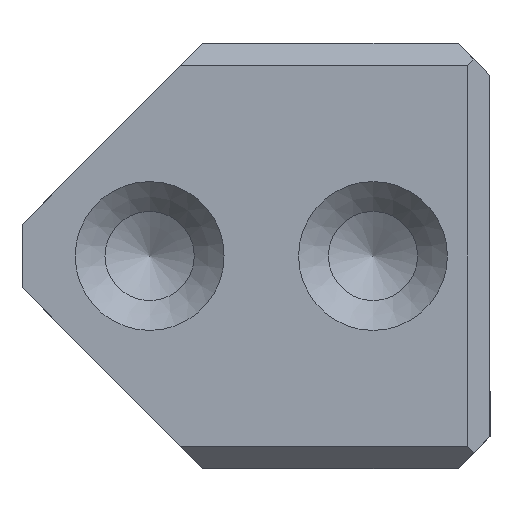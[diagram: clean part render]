
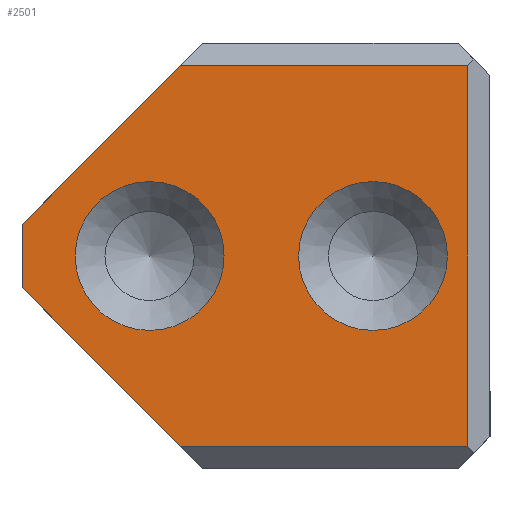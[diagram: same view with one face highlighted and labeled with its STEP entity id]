
A CAD part, left-side view. The second image highlights one B-rep face of the part: STEP entity #2501.
In plain terms, the highlighted planar face has unit normal (-1, 0, 0).
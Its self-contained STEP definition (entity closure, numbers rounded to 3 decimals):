
#2501=ADVANCED_FACE('',(#3491,#3492,#3493),#2908,.T.);
#2908=PLANE('',#9265);
#3166=CIRCLE('',#9263,3.5);
#3167=CIRCLE('',#9264,3.5);
#3491=FACE_BOUND('',#3744,.T.);
#3492=FACE_BOUND('',#3745,.T.);
#3493=FACE_BOUND('',#3746,.T.);
#3744=EDGE_LOOP('',(#4538));
#3745=EDGE_LOOP('',(#4539));
#3746=EDGE_LOOP('',(#4540,#4541,#4542,#4543,#4544,#4545));
#4538=ORIENTED_EDGE('',*,*,#7203,.T.);
#4539=ORIENTED_EDGE('',*,*,#7204,.T.);
#4540=ORIENTED_EDGE('',*,*,#7205,.T.);
#4541=ORIENTED_EDGE('',*,*,#7206,.T.);
#4542=ORIENTED_EDGE('',*,*,#7207,.T.);
#4543=ORIENTED_EDGE('',*,*,#7208,.F.);
#4544=ORIENTED_EDGE('',*,*,#7209,.T.);
#4545=ORIENTED_EDGE('',*,*,#7210,.T.);
#6512=VERTEX_POINT('',#12025);
#6513=VERTEX_POINT('',#12027);
#6514=VERTEX_POINT('',#12029);
#6515=VERTEX_POINT('',#12030);
#6516=VERTEX_POINT('',#12032);
#6517=VERTEX_POINT('',#12034);
#6518=VERTEX_POINT('',#12036);
#6519=VERTEX_POINT('',#12038);
#7203=EDGE_CURVE('',#6512,#6512,#3166,.T.);
#7204=EDGE_CURVE('',#6513,#6513,#3167,.T.);
#7205=EDGE_CURVE('',#6514,#6515,#8084,.T.);
#7206=EDGE_CURVE('',#6515,#6516,#8085,.T.);
#7207=EDGE_CURVE('',#6516,#6517,#8086,.T.);
#7208=EDGE_CURVE('',#6518,#6517,#8087,.T.);
#7209=EDGE_CURVE('',#6518,#6519,#8088,.T.);
#7210=EDGE_CURVE('',#6519,#6514,#8089,.T.);
#8084=LINE('',#12028,#8744);
#8085=LINE('',#12031,#8745);
#8086=LINE('',#12033,#8746);
#8087=LINE('',#12035,#8747);
#8088=LINE('',#12037,#8748);
#8089=LINE('',#12039,#8749);
#8744=VECTOR('',#9939,1.);
#8745=VECTOR('',#9940,1.);
#8746=VECTOR('',#9941,1.);
#8747=VECTOR('',#9942,1.);
#8748=VECTOR('',#9943,1.);
#8749=VECTOR('',#9944,1.);
#9263=AXIS2_PLACEMENT_3D('',#12024,#9935,#9936);
#9264=AXIS2_PLACEMENT_3D('',#12026,#9937,#9938);
#9265=AXIS2_PLACEMENT_3D('',#12040,#9945,#9946);
#9935=DIRECTION('',(1.,0.,0.));
#9936=DIRECTION('',(0.,0.,-1.));
#9937=DIRECTION('',(1.,0.,0.));
#9938=DIRECTION('',(0.,0.,-1.));
#9939=DIRECTION('',(0.,0.,1.));
#9940=DIRECTION('',(0.,1.,0.));
#9941=DIRECTION('',(0.,0.707,-0.707));
#9942=DIRECTION('',(0.,0.,1.));
#9943=DIRECTION('',(0.,-0.707,-0.707));
#9944=DIRECTION('',(0.,-1.,0.));
#9945=DIRECTION('',(-1.,0.,0.));
#9946=DIRECTION('',(0.,0.,-1.));
#12024=CARTESIAN_POINT('',(0.,16.,10.));
#12025=CARTESIAN_POINT('',(0.,16.,6.5));
#12026=CARTESIAN_POINT('',(0.,5.5,10.));
#12027=CARTESIAN_POINT('',(0.,5.5,6.5));
#12028=CARTESIAN_POINT('',(0.,1.05,0.));
#12029=CARTESIAN_POINT('',(0.,1.05,1.05));
#12030=CARTESIAN_POINT('',(0.,1.05,18.95));
#12031=CARTESIAN_POINT('',(0.,11.,18.95));
#12032=CARTESIAN_POINT('',(0.,14.55,18.95));
#12033=CARTESIAN_POINT('',(0.,22.25,11.25));
#12034=CARTESIAN_POINT('',(0.,22.,11.5));
#12035=CARTESIAN_POINT('',(0.,22.,0.));
#12036=CARTESIAN_POINT('',(0.,22.,8.5));
#12037=CARTESIAN_POINT('',(0.,12.25,-1.25));
#12038=CARTESIAN_POINT('',(0.,14.55,1.05));
#12039=CARTESIAN_POINT('',(0.,11.,1.05));
#12040=CARTESIAN_POINT('',(0.,11.,0.));
